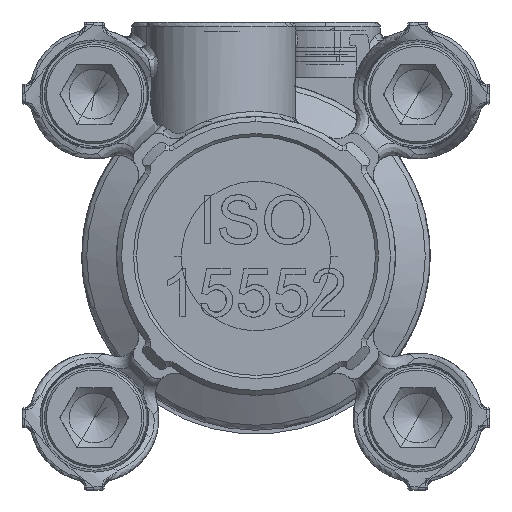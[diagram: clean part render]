
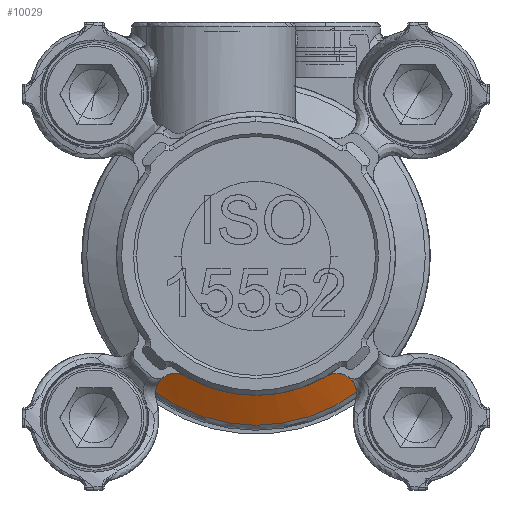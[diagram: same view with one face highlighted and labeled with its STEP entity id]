
A CAD part, front view. The second image highlights one B-rep face of the part: STEP entity #10029.
In plain terms, the highlighted conical face has half-angle 60 degrees and reference radius 17 mm.
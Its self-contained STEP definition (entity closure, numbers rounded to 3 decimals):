
#539 = ORIENTED_EDGE ( 'NONE', *, *, #79020, .T. ) ;
#1689 = CARTESIAN_POINT ( 'NONE',  ( 10.11, 21.361, -13.667 ) ) ;
#2545 = DIRECTION ( 'NONE',  ( 0., 0., 1. ) ) ;
#2807 = CARTESIAN_POINT ( 'NONE',  ( -7.797, 19.718, -11.814 ) ) ;
#4325 = CARTESIAN_POINT ( 'NONE',  ( -8.814, 20.101, -11.911 ) ) ;
#4839 = CARTESIAN_POINT ( 'NONE',  ( -9.059, 20.238, -12.024 ) ) ;
#5339 = CARTESIAN_POINT ( 'NONE',  ( -9.107, 20.267, -12.051 ) ) ;
#5467 = CARTESIAN_POINT ( 'NONE',  ( 8.983, 20.192, -11.982 ) ) ;
#5841 = CARTESIAN_POINT ( 'NONE',  ( -9.722, 20.733, -12.596 ) ) ;
#10029 = ADVANCED_FACE ( 'NONE', ( #12965 ), #68325, .T. ) ;
#10435 = EDGE_CURVE ( 'NONE', #54688, #49028, #17545, .T. ) ;
#10728 = DIRECTION ( 'NONE',  ( 0., 1., 0. ) ) ;
#12112 = CARTESIAN_POINT ( 'NONE',  ( 7.977, 19.763, -11.787 ) ) ;
#12493 = CARTESIAN_POINT ( 'NONE',  ( -8.932, 20.165, -11.961 ) ) ;
#12965 = FACE_OUTER_BOUND ( 'NONE', #71350, .T. ) ;
#15414 = CARTESIAN_POINT ( 'NONE',  ( -10.112, 21.361, -13.665 ) ) ;
#16806 = CARTESIAN_POINT ( 'NONE',  ( 9.969, 21.016, -13.025 ) ) ;
#17545 = CIRCLE ( 'NONE', #101165, 14. ) ;
#18168 = CARTESIAN_POINT ( 'NONE',  ( -7.527, 19.665, -11.878 ) ) ;
#18663 = CARTESIAN_POINT ( 'NONE',  ( -7.998, 19.773, -11.792 ) ) ;
#19692 = CARTESIAN_POINT ( 'NONE',  ( -10.091, 21.195, -13.322 ) ) ;
#20184 = CARTESIAN_POINT ( 'NONE',  ( -8.734, 20.061, -11.883 ) ) ;
#20690 = CARTESIAN_POINT ( 'NONE',  ( -8.066, 19.794, -11.789 ) ) ;
#21210 = CARTESIAN_POINT ( 'NONE',  ( -8.326, 19.88, -11.792 ) ) ;
#26350 = CARTESIAN_POINT ( 'NONE',  ( -7.931, 19.754, -11.798 ) ) ;
#26488 = CARTESIAN_POINT ( 'NONE',  ( 9.899, 20.923, -12.874 ) ) ;
#26515 = CIRCLE ( 'NONE', #56063, 14. ) ;
#27333 = DIRECTION ( 'NONE',  ( 0., 0., 1. ) ) ;
#27371 = CARTESIAN_POINT ( 'NONE',  ( -9.566, 20.591, -12.407 ) ) ;
#28383 = CARTESIAN_POINT ( 'NONE',  ( -9.989, 21.018, -13.013 ) ) ;
#30904 = ORIENTED_EDGE ( 'NONE', *, *, #61942, .T. ) ;
#34579 = DIRECTION ( 'NONE',  ( 0., 0., 1. ) ) ;
#35223 = CARTESIAN_POINT ( 'NONE',  ( 7.439, 19.647, -11.899 ) ) ;
#35732 = CARTESIAN_POINT ( 'NONE',  ( 8.332, 19.883, -11.794 ) ) ;
#37431 = CARTESIAN_POINT ( 'NONE',  ( 0., 19.629, -14. ) ) ;
#40275 = DIRECTION ( 'NONE',  ( 0., 1., 0. ) ) ;
#41292 = CARTESIAN_POINT ( 'NONE',  ( -7.182, 19.629, -12.018 ) ) ;
#42440 = CARTESIAN_POINT ( 'NONE',  ( 9.407, 20.454, -12.23 ) ) ;
#42520 = B_SPLINE_CURVE_WITH_KNOTS ( 'NONE', 3,
 ( #80310, #41292, #72606, #88499, #57667, #18168, #49484, #73121, #2807, #26350, #18663, #20690, #97696, #75642, #21210, #58667, #20184, #4325, #12493, #52518, #4839, #98212, #5339, #44822, #81830, #98709, #27371, #51493, #83835, #5841, #66373, #67385, #28383, #19692, #90011 ),
 .UNSPECIFIED., .F., .F.,
 ( 4, 2, 2, 2, 2, 1, 2, 2, 2, 2, 1, 1, 2, 2, 2, 2, 2, 2, 4 ),
 ( 0., 0.062, 0.094, 0.125, 0.187, 0.219, 0.234, 0.25, 0.375, 0.437, 0.469, 0.484, 0.492, 0.5, 0.625, 0.687, 0.719, 0.75, 1. ),
 .UNSPECIFIED. ) ;
#42943 = CARTESIAN_POINT ( 'NONE',  ( 8.501, 19.953, -11.821 ) ) ;
#43805 = AXIS2_PLACEMENT_3D ( 'NONE', #98670, #73591, #27333 ) ;
#44482 = VERTEX_POINT ( 'NONE', #58913 ) ;
#44822 = CARTESIAN_POINT ( 'NONE',  ( -9.117, 20.274, -12.057 ) ) ;
#48018 = ORIENTED_EDGE ( 'NONE', *, *, #53712, .F. ) ;
#49028 = VERTEX_POINT ( 'NONE', #37431 ) ;
#49484 = CARTESIAN_POINT ( 'NONE',  ( -7.574, 19.673, -11.864 ) ) ;
#50111 = CARTESIAN_POINT ( 'NONE',  ( 9.644, 20.644, -12.463 ) ) ;
#51287 = ORIENTED_EDGE ( 'NONE', *, *, #10435, .T. ) ;
#51493 = CARTESIAN_POINT ( 'NONE',  ( -9.62, 20.638, -12.467 ) ) ;
#52518 = CARTESIAN_POINT ( 'NONE',  ( -8.991, 20.198, -11.988 ) ) ;
#53712 = EDGE_CURVE ( 'NONE', #80595, #86564, #61566, .T. ) ;
#53955 = EDGE_CURVE ( 'NONE', #44482, #86564, #42520, .T. ) ;
#54688 = VERTEX_POINT ( 'NONE', #74892 ) ;
#56063 = AXIS2_PLACEMENT_3D ( 'NONE', #80801, #40275, #34579 ) ;
#57667 = CARTESIAN_POINT ( 'NONE',  ( -7.438, 19.652, -11.908 ) ) ;
#58412 = CARTESIAN_POINT ( 'NONE',  ( 0., 21.361, 0. ) ) ;
#58667 = CARTESIAN_POINT ( 'NONE',  ( -8.492, 19.947, -11.815 ) ) ;
#58913 = CARTESIAN_POINT ( 'NONE',  ( -7.102, 19.629, -12.065 ) ) ;
#59308 = CARTESIAN_POINT ( 'NONE',  ( 7.795, 19.714, -11.807 ) ) ;
#61566 = CIRCLE ( 'NONE', #99319, 17. ) ;
#61942 = EDGE_CURVE ( 'NONE', #49028, #44482, #26515, .T. ) ;
#66373 = CARTESIAN_POINT ( 'NONE',  ( -9.771, 20.781, -12.664 ) ) ;
#67385 = CARTESIAN_POINT ( 'NONE',  ( -9.795, 20.806, -12.7 ) ) ;
#68325 = CONICAL_SURFACE ( 'NONE', #43805, 17., 1.047 ) ;
#71350 = EDGE_LOOP ( 'NONE', ( #539, #51287, #30904, #100285, #48018 ) ) ;
#72606 = CARTESIAN_POINT ( 'NONE',  ( -7.265, 19.634, -11.977 ) ) ;
#73121 = CARTESIAN_POINT ( 'NONE',  ( -7.708, 19.698, -11.83 ) ) ;
#73343 = DIRECTION ( 'NONE',  ( 0., 0., 1. ) ) ;
#73591 = DIRECTION ( 'NONE',  ( 0., 1., 0. ) ) ;
#74892 = CARTESIAN_POINT ( 'NONE',  ( 7.1, 19.629, -12.066 ) ) ;
#75642 = CARTESIAN_POINT ( 'NONE',  ( -8.135, 19.816, -11.789 ) ) ;
#79020 = EDGE_CURVE ( 'NONE', #80595, #54688, #84496, .T. ) ;
#80310 = CARTESIAN_POINT ( 'NONE',  ( -7.102, 19.629, -12.065 ) ) ;
#80595 = VERTEX_POINT ( 'NONE', #1689 ) ;
#80801 = CARTESIAN_POINT ( 'NONE',  ( 0., 19.629, 0. ) ) ;
#81029 = DIRECTION ( 'NONE',  ( 0., 1., 0. ) ) ;
#81448 = CARTESIAN_POINT ( 'NONE',  ( 10.099, 21.279, -13.498 ) ) ;
#81537 = CARTESIAN_POINT ( 'NONE',  ( 0., 19.629, 0. ) ) ;
#81830 = CARTESIAN_POINT ( 'NONE',  ( -9.265, 20.365, -12.143 ) ) ;
#83835 = CARTESIAN_POINT ( 'NONE',  ( -9.697, 20.709, -12.563 ) ) ;
#84496 = B_SPLINE_CURVE_WITH_KNOTS ( 'NONE', 3,
 ( #96821, #81448, #87134, #16806, #26488, #50111, #42440, #5467, #98840, #42943, #35732, #12112, #59308, #35223, #89635, #99356 ),
 .UNSPECIFIED., .F., .F.,
 ( 4, 2, 2, 2, 2, 2, 2, 4 ),
 ( 0., 0.001, 0.001, 0.002, 0.003, 0.003, 0.004, 0.004 ),
 .UNSPECIFIED. ) ;
#86564 = VERTEX_POINT ( 'NONE', #15414 ) ;
#87134 = CARTESIAN_POINT ( 'NONE',  ( 10.068, 21.194, -13.336 ) ) ;
#88499 = CARTESIAN_POINT ( 'NONE',  ( -7.394, 19.647, -11.924 ) ) ;
#89635 = CARTESIAN_POINT ( 'NONE',  ( 7.263, 19.629, -11.97 ) ) ;
#90011 = CARTESIAN_POINT ( 'NONE',  ( -10.112, 21.361, -13.665 ) ) ;
#96821 = CARTESIAN_POINT ( 'NONE',  ( 10.11, 21.361, -13.667 ) ) ;
#97696 = CARTESIAN_POINT ( 'NONE',  ( -8.111, 19.808, -11.789 ) ) ;
#98212 = CARTESIAN_POINT ( 'NONE',  ( -9.087, 20.256, -12.04 ) ) ;
#98670 = CARTESIAN_POINT ( 'NONE',  ( 0., 21.361, 0. ) ) ;
#98709 = CARTESIAN_POINT ( 'NONE',  ( -9.392, 20.454, -12.239 ) ) ;
#98840 = CARTESIAN_POINT ( 'NONE',  ( 8.827, 20.107, -11.914 ) ) ;
#99319 = AXIS2_PLACEMENT_3D ( 'NONE', #58412, #10728, #2545 ) ;
#99356 = CARTESIAN_POINT ( 'NONE',  ( 7.1, 19.629, -12.066 ) ) ;
#100285 = ORIENTED_EDGE ( 'NONE', *, *, #53955, .T. ) ;
#101165 = AXIS2_PLACEMENT_3D ( 'NONE', #81537, #81029, #73343 ) ;
